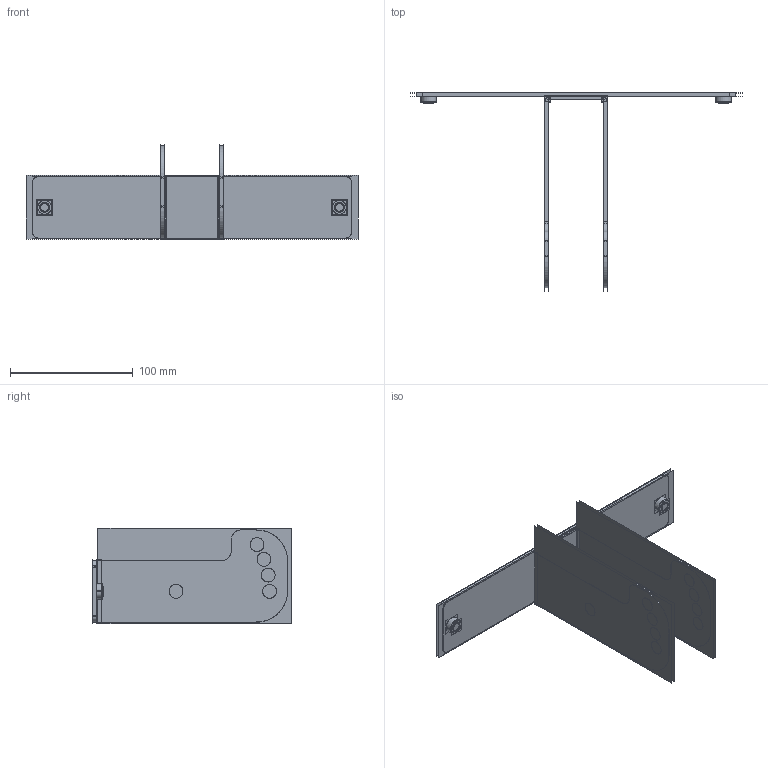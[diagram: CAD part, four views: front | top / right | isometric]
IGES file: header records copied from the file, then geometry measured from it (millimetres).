
Start section:  PTC IGES file: 193934.igs
Global section: file name: 193934.igs; native system: Creo Parametric by Parametric Technology Corporation; preprocessor: 2013230; author: pdmadmin; organization: Unknown; date: 20160307.135257; units: millimetre
Bounding box: 270.4 x 162.04 x 78 mm (x, y, z)
Volume: 84841.2 mm3; surface area: 333493.3 mm2
Topology: 5 solids, 8 shells, 618 faces, 3084 edges, 3802 vertices
Faces by surface type: bspline 478, revolution 140
